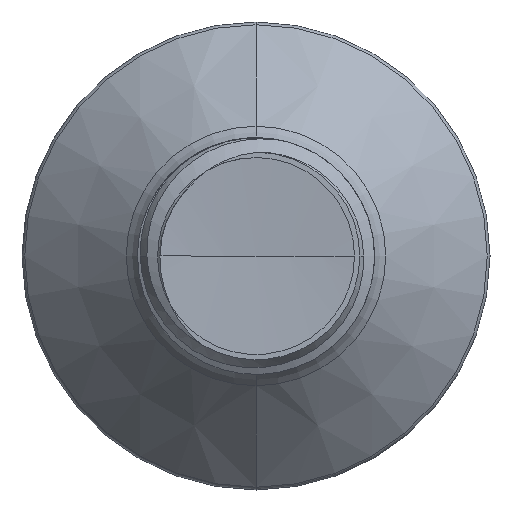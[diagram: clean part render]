
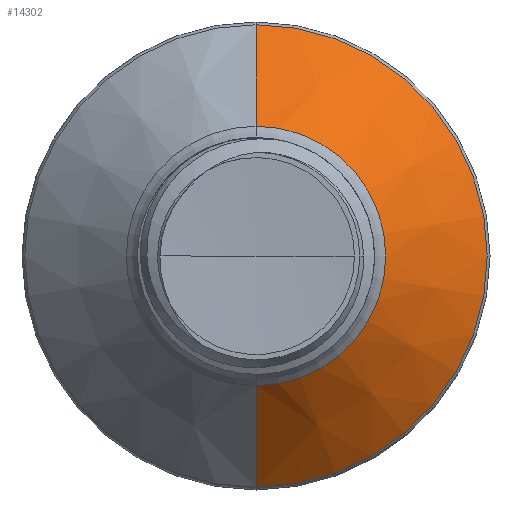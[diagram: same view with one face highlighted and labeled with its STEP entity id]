
A CAD part, front view. The second image highlights one B-rep face of the part: STEP entity #14302.
In plain terms, the highlighted conical face has half-angle 45 degrees and reference radius 4.381 mm.
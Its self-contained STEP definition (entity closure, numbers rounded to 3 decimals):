
#1177 = EDGE_CURVE ( 'NONE', #3842, #11332, #1891, .T. ) ;
#1891 = LINE ( 'NONE', #9449, #5794 ) ;
#2169 = EDGE_CURVE ( 'NONE', #11332, #4328, #4416, .T. ) ;
#2613 = VECTOR ( 'NONE', #11936, 1000. ) ;
#3194 = EDGE_CURVE ( 'NONE', #6301, #4328, #15439, .T. ) ;
#3456 = CARTESIAN_POINT ( 'NONE',  ( 0., 11.485, -7.807 ) ) ;
#3481 = AXIS2_PLACEMENT_3D ( 'NONE', #3537, #3518, #9377 ) ;
#3518 = DIRECTION ( 'NONE',  ( 0., 1., 0. ) ) ;
#3537 = CARTESIAN_POINT ( 'NONE',  ( 0., 11.485, 0. ) ) ;
#3751 = AXIS2_PLACEMENT_3D ( 'NONE', #5092, #4909, #15129 ) ;
#3842 = VERTEX_POINT ( 'NONE', #7406 ) ;
#4129 = EDGE_CURVE ( 'NONE', #3842, #6301, #11288, .T. ) ;
#4328 = VERTEX_POINT ( 'NONE', #3456 ) ;
#4416 = CIRCLE ( 'NONE', #3481, 7.807 ) ;
#4551 = DIRECTION ( 'NONE',  ( 0., 0., 1. ) ) ;
#4555 = DIRECTION ( 'NONE',  ( 0., 1., 0. ) ) ;
#4573 = CARTESIAN_POINT ( 'NONE',  ( 0., 8.058, 0. ) ) ;
#4909 = DIRECTION ( 'NONE',  ( 0., 1., 0. ) ) ;
#5092 = CARTESIAN_POINT ( 'NONE',  ( 0., 8.058, 0. ) ) ;
#5794 = VECTOR ( 'NONE', #13763, 1000. ) ;
#5823 = ORIENTED_EDGE ( 'NONE', *, *, #2169, .F. ) ;
#6301 = VERTEX_POINT ( 'NONE', #13629 ) ;
#7406 = CARTESIAN_POINT ( 'NONE',  ( 0., 8.058, 4.381 ) ) ;
#9138 = EDGE_LOOP ( 'NONE', ( #13006, #10786, #5823, #15643 ) ) ;
#9377 = DIRECTION ( 'NONE',  ( 0., 0., 1. ) ) ;
#9449 = CARTESIAN_POINT ( 'NONE',  ( 0., 8.058, 4.381 ) ) ;
#10786 = ORIENTED_EDGE ( 'NONE', *, *, #3194, .T. ) ;
#11288 = CIRCLE ( 'NONE', #11631, 4.381 ) ;
#11332 = VERTEX_POINT ( 'NONE', #11688 ) ;
#11631 = AXIS2_PLACEMENT_3D ( 'NONE', #4573, #4555, #4551 ) ;
#11688 = CARTESIAN_POINT ( 'NONE',  ( 0., 11.485, 7.807 ) ) ;
#11936 = DIRECTION ( 'NONE',  ( 0., 0.707, -0.707 ) ) ;
#12095 = CARTESIAN_POINT ( 'NONE',  ( 0., 8.058, -4.381 ) ) ;
#13006 = ORIENTED_EDGE ( 'NONE', *, *, #4129, .T. ) ;
#13505 = FACE_OUTER_BOUND ( 'NONE', #9138, .T. ) ;
#13629 = CARTESIAN_POINT ( 'NONE',  ( 0., 8.058, -4.381 ) ) ;
#13763 = DIRECTION ( 'NONE',  ( 0., 0.707, 0.707 ) ) ;
#14302 = ADVANCED_FACE ( 'NONE', ( #13505 ), #15741, .T. ) ;
#15129 = DIRECTION ( 'NONE',  ( 0., 0., 1. ) ) ;
#15439 = LINE ( 'NONE', #12095, #2613 ) ;
#15643 = ORIENTED_EDGE ( 'NONE', *, *, #1177, .F. ) ;
#15741 = CONICAL_SURFACE ( 'NONE', #3751, 4.381, 0.785 ) ;
